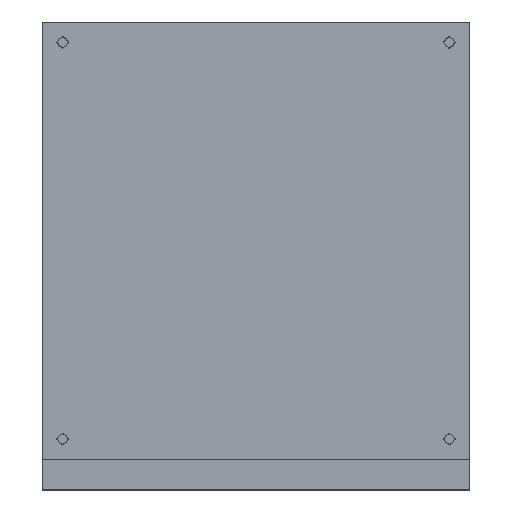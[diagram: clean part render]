
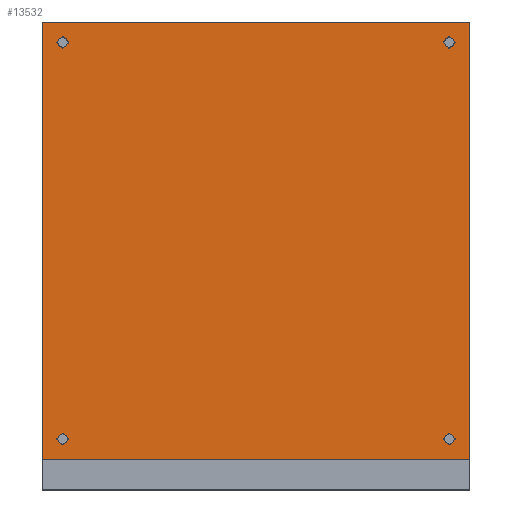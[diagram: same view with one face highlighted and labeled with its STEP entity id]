
A CAD part, top view. The second image highlights one B-rep face of the part: STEP entity #13532.
In plain terms, the highlighted planar face has unit normal (0, 0, 1).
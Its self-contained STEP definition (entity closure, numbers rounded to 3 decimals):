
#13218 = VERTEX_POINT('',#13219);
#13219 = CARTESIAN_POINT('',(21.,0.,0.25));
#13226 = PLANE('',#13227);
#13227 = AXIS2_PLACEMENT_3D('',#13228,#13229,#13230);
#13228 = CARTESIAN_POINT('',(21.,0.,0.));
#13229 = DIRECTION('',(1.,0.,-0.));
#13230 = DIRECTION('',(0.,-1.,0.));
#13238 = PLANE('',#13239);
#13239 = AXIS2_PLACEMENT_3D('',#13240,#13241,#13242);
#13240 = CARTESIAN_POINT('',(0.,0.,0.)
  );
#13241 = DIRECTION('',(0.,1.,0.));
#13242 = DIRECTION('',(1.,0.,0.));
#13250 = EDGE_CURVE('',#13218,#13251,#13253,.T.);
#13251 = VERTEX_POINT('',#13252);
#13252 = CARTESIAN_POINT('',(21.,-23.,0.25));
#13253 = SURFACE_CURVE('',#13254,(#13258,#13265),.PCURVE_S1.);
#13254 = LINE('',#13255,#13256);
#13255 = CARTESIAN_POINT('',(21.,0.,0.25));
#13256 = VECTOR('',#13257,1.);
#13257 = DIRECTION('',(0.,-1.,0.));
#13258 = PCURVE('',#13226,#13259);
#13259 = DEFINITIONAL_REPRESENTATION('',(#13260),#13264);
#13260 = LINE('',#13261,#13262);
#13261 = CARTESIAN_POINT('',(0.,-0.25));
#13262 = VECTOR('',#13263,1.);
#13263 = DIRECTION('',(1.,0.));
#13264 = ( GEOMETRIC_REPRESENTATION_CONTEXT(2) 
PARAMETRIC_REPRESENTATION_CONTEXT() REPRESENTATION_CONTEXT('2D SPACE',''
  ) );
#13265 = PCURVE('',#13266,#13271);
#13266 = PLANE('',#13267);
#13267 = AXIS2_PLACEMENT_3D('',#13268,#13269,#13270);
#13268 = CARTESIAN_POINT('',(0.,0.,0.25
    ));
#13269 = DIRECTION('',(0.,0.,1.));
#13270 = DIRECTION('',(1.,0.,0.));
#13271 = DEFINITIONAL_REPRESENTATION('',(#13272),#13276);
#13272 = LINE('',#13273,#13274);
#13273 = CARTESIAN_POINT('',(21.,0.));
#13274 = VECTOR('',#13275,1.);
#13275 = DIRECTION('',(0.,-1.));
#13276 = ( GEOMETRIC_REPRESENTATION_CONTEXT(2) 
PARAMETRIC_REPRESENTATION_CONTEXT() REPRESENTATION_CONTEXT('2D SPACE',''
  ) );
#13294 = PLANE('',#13295);
#13295 = AXIS2_PLACEMENT_3D('',#13296,#13297,#13298);
#13296 = CARTESIAN_POINT('',(21.,-23.,0.));
#13297 = DIRECTION('',(0.,-1.,0.));
#13298 = DIRECTION('',(-1.,0.,0.));
#13336 = EDGE_CURVE('',#13251,#13337,#13339,.T.);
#13337 = VERTEX_POINT('',#13338);
#13338 = CARTESIAN_POINT('',(0.,-23.,0.25));
#13339 = SURFACE_CURVE('',#13340,(#13344,#13351),.PCURVE_S1.);
#13340 = LINE('',#13341,#13342);
#13341 = CARTESIAN_POINT('',(21.,-23.,0.25));
#13342 = VECTOR('',#13343,1.);
#13343 = DIRECTION('',(-1.,0.,0.));
#13344 = PCURVE('',#13294,#13345);
#13345 = DEFINITIONAL_REPRESENTATION('',(#13346),#13350);
#13346 = LINE('',#13347,#13348);
#13347 = CARTESIAN_POINT('',(0.,-0.25));
#13348 = VECTOR('',#13349,1.);
#13349 = DIRECTION('',(1.,0.));
#13350 = ( GEOMETRIC_REPRESENTATION_CONTEXT(2) 
PARAMETRIC_REPRESENTATION_CONTEXT() REPRESENTATION_CONTEXT('2D SPACE',''
  ) );
#13351 = PCURVE('',#13266,#13352);
#13352 = DEFINITIONAL_REPRESENTATION('',(#13353),#13357);
#13353 = LINE('',#13354,#13355);
#13354 = CARTESIAN_POINT('',(21.,-23.));
#13355 = VECTOR('',#13356,1.);
#13356 = DIRECTION('',(-1.,0.));
#13357 = ( GEOMETRIC_REPRESENTATION_CONTEXT(2) 
PARAMETRIC_REPRESENTATION_CONTEXT() REPRESENTATION_CONTEXT('2D SPACE',''
  ) );
#13375 = PLANE('',#13376);
#13376 = AXIS2_PLACEMENT_3D('',#13377,#13378,#13379);
#13377 = CARTESIAN_POINT('',(0.,-23.,0.));
#13378 = DIRECTION('',(-1.,0.,0.));
#13379 = DIRECTION('',(0.,1.,0.));
#13412 = EDGE_CURVE('',#13337,#13413,#13415,.T.);
#13413 = VERTEX_POINT('',#13414);
#13414 = CARTESIAN_POINT('',(0.,0.,0.25
    ));
#13415 = SURFACE_CURVE('',#13416,(#13420,#13427),.PCURVE_S1.);
#13416 = LINE('',#13417,#13418);
#13417 = CARTESIAN_POINT('',(0.,-23.,0.25));
#13418 = VECTOR('',#13419,1.);
#13419 = DIRECTION('',(0.,1.,0.));
#13420 = PCURVE('',#13375,#13421);
#13421 = DEFINITIONAL_REPRESENTATION('',(#13422),#13426);
#13422 = LINE('',#13423,#13424);
#13423 = CARTESIAN_POINT('',(0.,-0.25));
#13424 = VECTOR('',#13425,1.);
#13425 = DIRECTION('',(1.,0.));
#13426 = ( GEOMETRIC_REPRESENTATION_CONTEXT(2) 
PARAMETRIC_REPRESENTATION_CONTEXT() REPRESENTATION_CONTEXT('2D SPACE',''
  ) );
#13427 = PCURVE('',#13266,#13428);
#13428 = DEFINITIONAL_REPRESENTATION('',(#13429),#13433);
#13429 = LINE('',#13430,#13431);
#13430 = CARTESIAN_POINT('',(0.,-23.));
#13431 = VECTOR('',#13432,1.);
#13432 = DIRECTION('',(0.,1.));
#13433 = ( GEOMETRIC_REPRESENTATION_CONTEXT(2) 
PARAMETRIC_REPRESENTATION_CONTEXT() REPRESENTATION_CONTEXT('2D SPACE',''
  ) );
#13483 = EDGE_CURVE('',#13413,#13218,#13484,.T.);
#13484 = SURFACE_CURVE('',#13485,(#13489,#13496),.PCURVE_S1.);
#13485 = LINE('',#13486,#13487);
#13486 = CARTESIAN_POINT('',(0.,0.,0.25
    ));
#13487 = VECTOR('',#13488,1.);
#13488 = DIRECTION('',(1.,0.,0.));
#13489 = PCURVE('',#13238,#13490);
#13490 = DEFINITIONAL_REPRESENTATION('',(#13491),#13495);
#13491 = LINE('',#13492,#13493);
#13492 = CARTESIAN_POINT('',(0.,-0.25));
#13493 = VECTOR('',#13494,1.);
#13494 = DIRECTION('',(1.,0.));
#13495 = ( GEOMETRIC_REPRESENTATION_CONTEXT(2) 
PARAMETRIC_REPRESENTATION_CONTEXT() REPRESENTATION_CONTEXT('2D SPACE',''
  ) );
#13496 = PCURVE('',#13266,#13497);
#13497 = DEFINITIONAL_REPRESENTATION('',(#13498),#13502);
#13498 = LINE('',#13499,#13500);
#13499 = CARTESIAN_POINT('',(0.,0.));
#13500 = VECTOR('',#13501,1.);
#13501 = DIRECTION('',(1.,0.));
#13502 = ( GEOMETRIC_REPRESENTATION_CONTEXT(2) 
PARAMETRIC_REPRESENTATION_CONTEXT() REPRESENTATION_CONTEXT('2D SPACE',''
  ) );
#13532 = ADVANCED_FACE('',(#13533),#13266,.T.);
#13533 = FACE_BOUND('',#13534,.F.);
#13534 = EDGE_LOOP('',(#13535,#13536,#13537,#13538));
#13535 = ORIENTED_EDGE('',*,*,#13250,.T.);
#13536 = ORIENTED_EDGE('',*,*,#13336,.T.);
#13537 = ORIENTED_EDGE('',*,*,#13412,.T.);
#13538 = ORIENTED_EDGE('',*,*,#13483,.T.);
